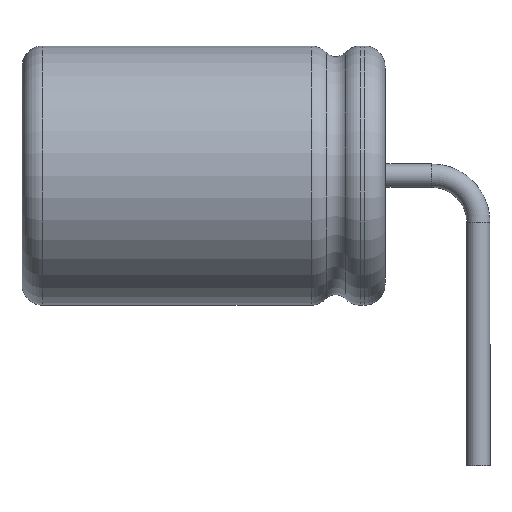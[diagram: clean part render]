
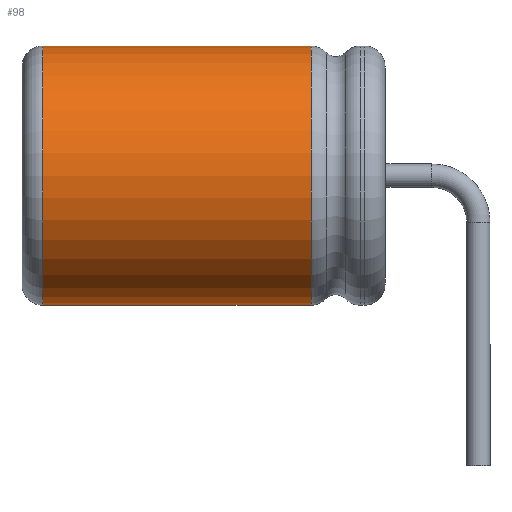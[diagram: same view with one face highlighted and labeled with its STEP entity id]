
A CAD part, left-side view. The second image highlights one B-rep face of the part: STEP entity #98.
In plain terms, the highlighted cylindrical face has radius 2.5 mm (diameter 5 mm), a partial arc.
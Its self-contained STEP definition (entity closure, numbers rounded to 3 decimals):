
#98=ADVANCED_FACE('',(#997),#999,.T.);
#997=FACE_BOUND('',#998,.T.);
#998=EDGE_LOOP('',(#1733,#1734,#1735,#1736,#1737,#1738,#1739,#1740,#1741,#1742,#1743,
#1744,#1745,#1746,#1747,#1748,#1749,#1750,#1751,#1752));
#999=CYLINDRICAL_SURFACE('',#1000,2.5);
#1000=AXIS2_PLACEMENT_3D('',#1001,#1002,#1003);
#1001=CARTESIAN_POINT('',(0.,3.226,2.6));
#1002=DIRECTION('',(0.,1.,0.));
#1003=DIRECTION('',(1.,0.,0.));
#1733=ORIENTED_EDGE('',*,*,#2271,.T.);
#1734=ORIENTED_EDGE('',*,*,#2272,.T.);
#1735=ORIENTED_EDGE('',*,*,#2259,.F.);
#1736=ORIENTED_EDGE('',*,*,#2273,.T.);
#1737=ORIENTED_EDGE('',*,*,#2274,.T.);
#1738=ORIENTED_EDGE('',*,*,#2275,.T.);
#1739=ORIENTED_EDGE('',*,*,#2276,.F.);
#1740=ORIENTED_EDGE('',*,*,#2277,.T.);
#1741=ORIENTED_EDGE('',*,*,#2278,.F.);
#1742=ORIENTED_EDGE('',*,*,#2279,.T.);
#1743=ORIENTED_EDGE('',*,*,#2280,.T.);
#1744=ORIENTED_EDGE('',*,*,#2281,.T.);
#1745=ORIENTED_EDGE('',*,*,#2268,.F.);
#1746=ORIENTED_EDGE('',*,*,#2282,.T.);
#1747=ORIENTED_EDGE('',*,*,#2283,.T.);
#1748=ORIENTED_EDGE('',*,*,#2284,.T.);
#1749=ORIENTED_EDGE('',*,*,#2266,.F.);
#1750=ORIENTED_EDGE('',*,*,#2285,.F.);
#1751=ORIENTED_EDGE('',*,*,#2250,.F.);
#1752=ORIENTED_EDGE('',*,*,#2286,.T.);
#2250=EDGE_CURVE('',#2534,#2536,#2537,.T.);
#2259=EDGE_CURVE('',#2551,#2546,#2553,.T.);
#2266=EDGE_CURVE('',#2564,#2554,#2566,.F.);
#2268=EDGE_CURVE('',#2568,#2570,#2571,.F.);
#2271=EDGE_CURVE('',#2575,#2576,#2577,.F.);
#2272=EDGE_CURVE('',#2576,#2546,#2578,.F.);
#2273=EDGE_CURVE('',#2551,#2579,#2580,.T.);
#2274=EDGE_CURVE('',#2579,#2581,#2582,.F.);
#2275=EDGE_CURVE('',#2581,#2583,#2584,.F.);
#2276=EDGE_CURVE('',#2585,#2583,#2586,.T.);
#2277=EDGE_CURVE('',#2585,#2587,#2588,.T.);
#2278=EDGE_CURVE('',#2589,#2587,#2590,.F.);
#2279=EDGE_CURVE('',#2589,#2591,#2592,.F.);
#2280=EDGE_CURVE('',#2591,#2593,#2594,.T.);
#2281=EDGE_CURVE('',#2593,#2570,#2595,.T.);
#2282=EDGE_CURVE('',#2568,#2596,#2597,.F.);
#2283=EDGE_CURVE('',#2596,#2598,#2599,.T.);
#2284=EDGE_CURVE('',#2598,#2554,#2600,.T.);
#2285=EDGE_CURVE('',#2536,#2564,#2601,.T.);
#2286=EDGE_CURVE('',#2534,#2575,#2602,.T.);
#2534=VERTEX_POINT('',#3044);
#2536=VERTEX_POINT('',#3048);
#2537=LINE('',#3049,#3050);
#2546=VERTEX_POINT('',#3071);
#2551=VERTEX_POINT('',#3080);
#2553=LINE('',#3084,#3085);
#2554=VERTEX_POINT('',#3087);
#2564=VERTEX_POINT('',#3107);
#2566=LINE('',#3112,#3113);
#2568=VERTEX_POINT('',#3116);
#2570=VERTEX_POINT('',#3120);
#2571=LINE('',#3121,#3122);
#2575=VERTEX_POINT('',#3131);
#2576=VERTEX_POINT('',#3132);
#2577=LINE('',#3133,#3134);
#2578=(BOUNDED_CURVE()B_SPLINE_CURVE(3,
(#3136,#3137,#3138,#3139),
.UNSPECIFIED.,.F.,.F.)B_SPLINE_CURVE_WITH_KNOTS((4,4),
(0.,1.),
.UNSPECIFIED.)CURVE()GEOMETRIC_REPRESENTATION_ITEM()RATIONAL_B_SPLINE_CURVE((1.,
1.,1.,1.))REPRESENTATION_ITEM(''));
#2579=VERTEX_POINT('',#3140);
#2580=(BOUNDED_CURVE()B_SPLINE_CURVE(3,
(#3141,#3142,#3143,#3144),
.UNSPECIFIED.,.F.,.F.)B_SPLINE_CURVE_WITH_KNOTS((4,4),
(0.,1.),
.UNSPECIFIED.)CURVE()GEOMETRIC_REPRESENTATION_ITEM()RATIONAL_B_SPLINE_CURVE((1.,
1.,1.,1.))REPRESENTATION_ITEM(''));
#2581=VERTEX_POINT('',#3145);
#2582=LINE('',#3146,#3147);
#2583=VERTEX_POINT('',#3149);
#2584=(BOUNDED_CURVE()B_SPLINE_CURVE(3,
(#3150,#3151,#3152,#3153),
.UNSPECIFIED.,.F.,.F.)B_SPLINE_CURVE_WITH_KNOTS((4,4),
(0.,1.),
.UNSPECIFIED.)CURVE()GEOMETRIC_REPRESENTATION_ITEM()RATIONAL_B_SPLINE_CURVE((1.,
1.,1.,1.))REPRESENTATION_ITEM(''));
#2585=VERTEX_POINT('',#3154);
#2586=LINE('',#3155,#3156);
#2587=VERTEX_POINT('',#3158);
#2588=CIRCLE('',#3159,2.5);
#2589=VERTEX_POINT('',#3163);
#2590=LINE('',#3164,#3165);
#2591=VERTEX_POINT('',#3167);
#2592=(BOUNDED_CURVE()B_SPLINE_CURVE(3,
(#3168,#3169,#3170,#3171),
.UNSPECIFIED.,.F.,.F.)B_SPLINE_CURVE_WITH_KNOTS((4,4),
(0.,1.),
.UNSPECIFIED.)CURVE()GEOMETRIC_REPRESENTATION_ITEM()RATIONAL_B_SPLINE_CURVE((1.,
1.,1.,1.))REPRESENTATION_ITEM(''));
#2593=VERTEX_POINT('',#3172);
#2594=LINE('',#3173,#3174);
#2595=(BOUNDED_CURVE()B_SPLINE_CURVE(3,
(#3176,#3177,#3178,#3179),
.UNSPECIFIED.,.F.,.F.)B_SPLINE_CURVE_WITH_KNOTS((4,4),
(0.,1.),
.UNSPECIFIED.)CURVE()GEOMETRIC_REPRESENTATION_ITEM()RATIONAL_B_SPLINE_CURVE((1.,
1.,1.,1.))REPRESENTATION_ITEM(''));
#2596=VERTEX_POINT('',#3180);
#2597=(BOUNDED_CURVE()B_SPLINE_CURVE(3,
(#3181,#3182,#3183,#3184),
.UNSPECIFIED.,.F.,.F.)B_SPLINE_CURVE_WITH_KNOTS((4,4),
(0.,1.),
.UNSPECIFIED.)CURVE()GEOMETRIC_REPRESENTATION_ITEM()RATIONAL_B_SPLINE_CURVE((1.,
1.,1.,1.))REPRESENTATION_ITEM(''));
#2598=VERTEX_POINT('',#3185);
#2599=LINE('',#3186,#3187);
#2600=(BOUNDED_CURVE()B_SPLINE_CURVE(3,
(#3189,#3190,#3191,#3192),
.UNSPECIFIED.,.F.,.F.)B_SPLINE_CURVE_WITH_KNOTS((4,4),
(0.,1.),
.UNSPECIFIED.)CURVE()GEOMETRIC_REPRESENTATION_ITEM()RATIONAL_B_SPLINE_CURVE((1.,
1.,1.,1.))REPRESENTATION_ITEM(''));
#2601=CIRCLE('',#3193,2.5);
#2602=(BOUNDED_CURVE()B_SPLINE_CURVE(3,
(#3197,#3198,#3199,#3200),
.UNSPECIFIED.,.F.,.F.)B_SPLINE_CURVE_WITH_KNOTS((4,4),
(0.,1.),
.UNSPECIFIED.)CURVE()GEOMETRIC_REPRESENTATION_ITEM()RATIONAL_B_SPLINE_CURVE((1.,
1.,1.,1.))REPRESENTATION_ITEM(''));
#3044=CARTESIAN_POINT('',(2.349,6.982,1.745));
#3048=CARTESIAN_POINT('',(2.349,8.4,1.745));
#3049=CARTESIAN_POINT('',(2.349,6.982,1.745));
#3050=VECTOR('',#3051,1.);
#3051=DIRECTION('',(0.,1.,0.));
#3071=CARTESIAN_POINT('',(2.349,6.882,1.745));
#3080=CARTESIAN_POINT('',(2.349,3.649,1.745));
#3084=CARTESIAN_POINT('',(2.349,3.649,1.745));
#3085=VECTOR('',#3086,1.);
#3086=DIRECTION('',(0.,1.,0.));
#3087=CARTESIAN_POINT('',(2.349,6.982,3.455));
#3107=CARTESIAN_POINT('',(2.349,8.4,3.455));
#3112=CARTESIAN_POINT('',(2.349,6.982,3.455));
#3113=VECTOR('',#3114,1.);
#3114=DIRECTION('',(0.,1.,0.));
#3116=CARTESIAN_POINT('',(2.349,6.882,3.455));
#3120=CARTESIAN_POINT('',(2.349,3.649,3.455));
#3121=CARTESIAN_POINT('',(2.349,3.649,3.455));
#3122=VECTOR('',#3123,1.);
#3123=DIRECTION('',(0.,1.,0.));
#3131=CARTESIAN_POINT('',(2.349,6.982,1.745));
#3132=CARTESIAN_POINT('',(2.349,6.882,1.745));
#3133=CARTESIAN_POINT('',(2.349,6.882,1.745));
#3134=VECTOR('',#3135,1.);
#3135=DIRECTION('',(0.,1.,0.));
#3136=CARTESIAN_POINT('',(2.349,6.882,1.745));
#3137=CARTESIAN_POINT('',(2.349,6.882,1.745));
#3138=CARTESIAN_POINT('',(2.349,6.882,1.745));
#3139=CARTESIAN_POINT('',(2.349,6.882,1.745));
#3140=CARTESIAN_POINT('',(2.349,3.649,1.745));
#3141=CARTESIAN_POINT('',(2.349,3.649,1.745));
#3142=CARTESIAN_POINT('',(2.349,3.649,1.745));
#3143=CARTESIAN_POINT('',(2.349,3.649,1.745));
#3144=CARTESIAN_POINT('',(2.349,3.649,1.745));
#3145=CARTESIAN_POINT('',(2.349,3.549,1.745));
#3146=CARTESIAN_POINT('',(2.349,3.549,1.745));
#3147=VECTOR('',#3148,1.);
#3148=DIRECTION('',(0.,1.,0.));
#3149=CARTESIAN_POINT('',(2.349,3.549,1.745));
#3150=CARTESIAN_POINT('',(2.349,3.549,1.745));
#3151=CARTESIAN_POINT('',(2.349,3.549,1.745));
#3152=CARTESIAN_POINT('',(2.349,3.549,1.745));
#3153=CARTESIAN_POINT('',(2.349,3.549,1.745));
#3154=CARTESIAN_POINT('',(2.349,3.226,1.745));
#3155=CARTESIAN_POINT('',(2.349,3.226,1.745));
#3156=VECTOR('',#3157,1.);
#3157=DIRECTION('',(0.,1.,0.));
#3158=CARTESIAN_POINT('',(2.349,3.226,3.455));
#3159=AXIS2_PLACEMENT_3D('',#3160,#3161,#3162);
#3160=CARTESIAN_POINT('',(0.,3.226,2.6));
#3161=DIRECTION('',(-0.,1.,0.));
#3162=DIRECTION('',(0.94,0.,-0.342));
#3163=CARTESIAN_POINT('',(2.349,3.549,3.455));
#3164=CARTESIAN_POINT('',(2.349,3.226,3.455));
#3165=VECTOR('',#3166,1.);
#3166=DIRECTION('',(0.,1.,0.));
#3167=CARTESIAN_POINT('',(2.349,3.549,3.455));
#3168=CARTESIAN_POINT('',(2.349,3.549,3.455));
#3169=CARTESIAN_POINT('',(2.349,3.549,3.455));
#3170=CARTESIAN_POINT('',(2.349,3.549,3.455));
#3171=CARTESIAN_POINT('',(2.349,3.549,3.455));
#3172=CARTESIAN_POINT('',(2.349,3.649,3.455));
#3173=CARTESIAN_POINT('',(2.349,3.549,3.455));
#3174=VECTOR('',#3175,1.);
#3175=DIRECTION('',(0.,1.,0.));
#3176=CARTESIAN_POINT('',(2.349,3.649,3.455));
#3177=CARTESIAN_POINT('',(2.349,3.649,3.455));
#3178=CARTESIAN_POINT('',(2.349,3.649,3.455));
#3179=CARTESIAN_POINT('',(2.349,3.649,3.455));
#3180=CARTESIAN_POINT('',(2.349,6.882,3.455));
#3181=CARTESIAN_POINT('',(2.349,6.882,3.455));
#3182=CARTESIAN_POINT('',(2.349,6.882,3.455));
#3183=CARTESIAN_POINT('',(2.349,6.882,3.455));
#3184=CARTESIAN_POINT('',(2.349,6.882,3.455));
#3185=CARTESIAN_POINT('',(2.349,6.982,3.455));
#3186=CARTESIAN_POINT('',(2.349,6.882,3.455));
#3187=VECTOR('',#3188,1.);
#3188=DIRECTION('',(0.,1.,0.));
#3189=CARTESIAN_POINT('',(2.349,6.982,3.455));
#3190=CARTESIAN_POINT('',(2.349,6.982,3.455));
#3191=CARTESIAN_POINT('',(2.349,6.982,3.455));
#3192=CARTESIAN_POINT('',(2.349,6.982,3.455));
#3193=AXIS2_PLACEMENT_3D('',#3194,#3195,#3196);
#3194=CARTESIAN_POINT('',(0.,8.4,2.6));
#3195=DIRECTION('',(-0.,1.,0.));
#3196=DIRECTION('',(0.94,0.,-0.342));
#3197=CARTESIAN_POINT('',(2.349,6.982,1.745));
#3198=CARTESIAN_POINT('',(2.349,6.982,1.745));
#3199=CARTESIAN_POINT('',(2.349,6.982,1.745));
#3200=CARTESIAN_POINT('',(2.349,6.982,1.745));
